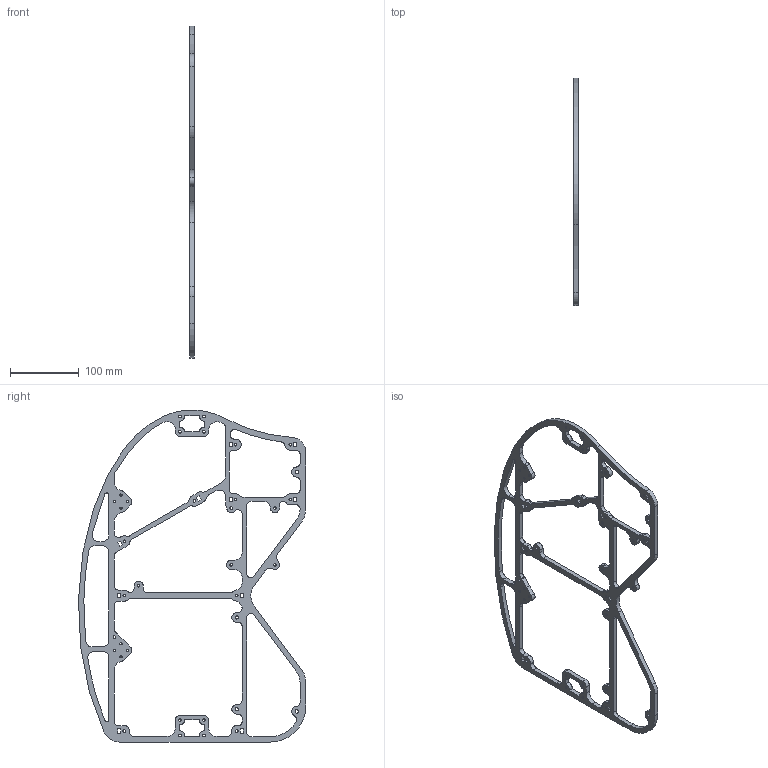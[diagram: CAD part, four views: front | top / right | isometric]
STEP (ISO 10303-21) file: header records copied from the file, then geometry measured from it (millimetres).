
FILE_DESCRIPTION (( 'STEP AP203' ), '1' );
FILE_NAME ('Vertical Plate Right.STEP', '2016-03-24T05:38:30', ( '' ), ( '' ), 'SwSTEP 2.0', 'SolidWorks 2015', '' );
FILE_SCHEMA (( 'CONFIG_CONTROL_DESIGN' ));
Length unit declared in the file: inch
Products named in the file (1): Vertical Plate Right
Bounding box: 6.35 x 330.06 x 482.51 mm (x, y, z)
Volume: 178114.4 mm3; surface area: 96582.2 mm2
Topology: 1 solids, 1 shells, 356 faces, 1062 edges, 708 vertices
Faces by surface type: cylinder 218, plane 131, bspline 7
Entity records: 12601 total; most frequent: CARTESIAN_POINT 2331, DIRECTION 2184, ORIENTED_EDGE 2124, EDGE_CURVE 1062, AXIS2_PLACEMENT_3D 786, VERTEX_POINT 708, VECTOR 612, LINE 612
